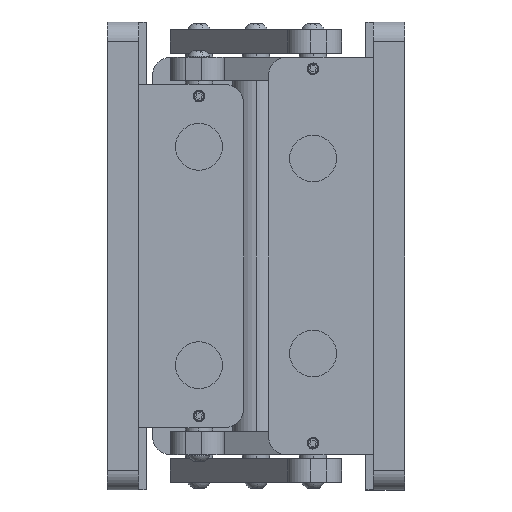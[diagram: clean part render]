
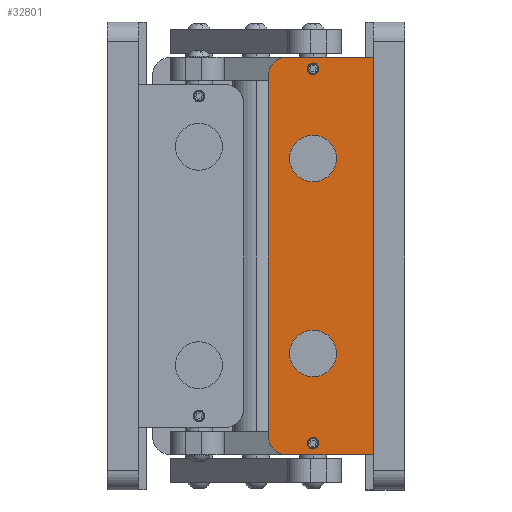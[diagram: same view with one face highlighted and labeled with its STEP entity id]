
A CAD part, left-side view. The second image highlights one B-rep face of the part: STEP entity #32801.
In plain terms, the highlighted planar face has unit normal (-1, 0, 0).
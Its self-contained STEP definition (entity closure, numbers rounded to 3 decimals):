
#74 = VECTOR ( 'NONE', #13390, 1000. ) ;
#978 = VERTEX_POINT ( 'NONE', #28552 ) ;
#997 = CIRCLE ( 'NONE', #53953, 1.25 ) ;
#1520 = AXIS2_PLACEMENT_3D ( 'NONE', #11874, #41972, #5762 ) ;
#1657 = FACE_BOUND ( 'NONE', #31590, .T. ) ;
#1717 = LINE ( 'NONE', #53505, #4034 ) ;
#2332 = DIRECTION ( 'NONE',  ( 1., 0., 0. ) ) ;
#2863 = CARTESIAN_POINT ( 'NONE',  ( 0., 25., 51. ) ) ;
#2992 = VERTEX_POINT ( 'NONE', #54481 ) ;
#3922 = DIRECTION ( 'NONE',  ( 0., 0., 1. ) ) ;
#4034 = VECTOR ( 'NONE', #7151, 1000. ) ;
#4304 = CARTESIAN_POINT ( 'NONE',  ( 0., 13.5, -46.75 ) ) ;
#4573 = DIRECTION ( 'NONE',  ( 0., 0., -1. ) ) ;
#5442 = CARTESIAN_POINT ( 'NONE',  ( 0., 13.5, -19. ) ) ;
#5540 = VECTOR ( 'NONE', #34624, 1000. ) ;
#5762 = DIRECTION ( 'NONE',  ( 0., 0., 1. ) ) ;
#5818 = DIRECTION ( 'NONE',  ( 0., 0., -1. ) ) ;
#6971 = EDGE_CURVE ( 'NONE', #60510, #58628, #18451, .T. ) ;
#7151 = DIRECTION ( 'NONE',  ( 0., 1., 0. ) ) ;
#7311 = EDGE_LOOP ( 'NONE', ( #40398, #21419 ) ) ;
#7431 = PLANE ( 'NONE',  #51827 ) ;
#7553 = ORIENTED_EDGE ( 'NONE', *, *, #60204, .T. ) ;
#7997 = DIRECTION ( 'NONE',  ( -1., 0., 0. ) ) ;
#8690 = CARTESIAN_POINT ( 'NONE',  ( 0., 25., 46. ) ) ;
#9568 = EDGE_CURVE ( 'NONE', #50934, #24635, #20358, .T. ) ;
#9646 = CARTESIAN_POINT ( 'NONE',  ( 0., 13.5, 49.25 ) ) ;
#11333 = EDGE_CURVE ( 'NONE', #63181, #35889, #22037, .T. ) ;
#11874 = CARTESIAN_POINT ( 'NONE',  ( 0., 13.5, 48. ) ) ;
#12177 = EDGE_CURVE ( 'NONE', #15700, #2992, #59965, .T. ) ;
#13017 = CARTESIAN_POINT ( 'NONE',  ( 0., 13.5, -25. ) ) ;
#13291 = VERTEX_POINT ( 'NONE', #4304 ) ;
#13390 = DIRECTION ( 'NONE',  ( 0., 0., 1. ) ) ;
#14057 = ORIENTED_EDGE ( 'NONE', *, *, #21524, .T. ) ;
#14829 = AXIS2_PLACEMENT_3D ( 'NONE', #32473, #22298, #17251 ) ;
#15700 = VERTEX_POINT ( 'NONE', #36354 ) ;
#16962 = DIRECTION ( 'NONE',  ( -1., 0., 0. ) ) ;
#17251 = DIRECTION ( 'NONE',  ( 0., 0., 1. ) ) ;
#17627 = CARTESIAN_POINT ( 'NONE',  ( 0., 20., -46. ) ) ;
#18451 = LINE ( 'NONE', #2863, #74 ) ;
#19112 = ORIENTED_EDGE ( 'NONE', *, *, #48287, .F. ) ;
#19375 = CIRCLE ( 'NONE', #64782, 6. ) ;
#19985 = VERTEX_POINT ( 'NONE', #37788 ) ;
#20358 = CIRCLE ( 'NONE', #31134, 6. ) ;
#20517 = ORIENTED_EDGE ( 'NONE', *, *, #52190, .F. ) ;
#20901 = DIRECTION ( 'NONE',  ( 0., 0., 1. ) ) ;
#21419 = ORIENTED_EDGE ( 'NONE', *, *, #62888, .T. ) ;
#21524 = EDGE_CURVE ( 'NONE', #24635, #50934, #19375, .T. ) ;
#22037 = CIRCLE ( 'NONE', #1520, 1.25 ) ;
#22285 = DIRECTION ( 'NONE',  ( 0., 0., -1. ) ) ;
#22298 = DIRECTION ( 'NONE',  ( 1., 0., 0. ) ) ;
#23233 = AXIS2_PLACEMENT_3D ( 'NONE', #24915, #55426, #65210 ) ;
#23342 = DIRECTION ( 'NONE',  ( 0., 0., -1. ) ) ;
#23369 = CARTESIAN_POINT ( 'NONE',  ( 0., 25., -46. ) ) ;
#24635 = VERTEX_POINT ( 'NONE', #5442 ) ;
#24915 = CARTESIAN_POINT ( 'NONE',  ( 0., 13.5, 25. ) ) ;
#25688 = VERTEX_POINT ( 'NONE', #60414 ) ;
#27118 = DIRECTION ( 'NONE',  ( -1., 0., 0. ) ) ;
#28036 = CARTESIAN_POINT ( 'NONE',  ( 0., -2., 51. ) ) ;
#28552 = CARTESIAN_POINT ( 'NONE',  ( 0., 20., 51. ) ) ;
#30786 = CIRCLE ( 'NONE', #37178, 5. ) ;
#31134 = AXIS2_PLACEMENT_3D ( 'NONE', #13017, #34653, #60372 ) ;
#31156 = EDGE_CURVE ( 'NONE', #41489, #19985, #1717, .T. ) ;
#31392 = ORIENTED_EDGE ( 'NONE', *, *, #61366, .T. ) ;
#31590 = EDGE_LOOP ( 'NONE', ( #38111, #60040 ) ) ;
#32473 = CARTESIAN_POINT ( 'NONE',  ( 0., 13.5, 25. ) ) ;
#32801 = ADVANCED_FACE ( 'NONE', ( #48008, #1657, #33113, #53775, #38526 ), #7431, .F. ) ;
#33074 = VECTOR ( 'NONE', #55937, 1000. ) ;
#33113 = FACE_BOUND ( 'NONE', #44422, .T. ) ;
#33121 = CIRCLE ( 'NONE', #65531, 1.25 ) ;
#33610 = LINE ( 'NONE', #44088, #5540 ) ;
#34624 = DIRECTION ( 'NONE',  ( 0., -1., 0. ) ) ;
#34653 = DIRECTION ( 'NONE',  ( 1., 0., 0. ) ) ;
#35285 = CARTESIAN_POINT ( 'NONE',  ( 0., -2., 51. ) ) ;
#35889 = VERTEX_POINT ( 'NONE', #9646 ) ;
#36354 = CARTESIAN_POINT ( 'NONE',  ( 0., 13.5, 31. ) ) ;
#37178 = AXIS2_PLACEMENT_3D ( 'NONE', #62334, #27118, #5818 ) ;
#37631 = ORIENTED_EDGE ( 'NONE', *, *, #6971, .F. ) ;
#37698 = CARTESIAN_POINT ( 'NONE',  ( 0., -2., -51. ) ) ;
#37788 = CARTESIAN_POINT ( 'NONE',  ( 0., 20., -51. ) ) ;
#38111 = ORIENTED_EDGE ( 'NONE', *, *, #44287, .F. ) ;
#38526 = FACE_BOUND ( 'NONE', #7311, .T. ) ;
#40398 = ORIENTED_EDGE ( 'NONE', *, *, #12177, .T. ) ;
#41489 = VERTEX_POINT ( 'NONE', #37698 ) ;
#41898 = EDGE_CURVE ( 'NONE', #25688, #41489, #61000, .T. ) ;
#41972 = DIRECTION ( 'NONE',  ( -1., 0., 0. ) ) ;
#42062 = AXIS2_PLACEMENT_3D ( 'NONE', #64814, #7997, #63826 ) ;
#42809 = EDGE_LOOP ( 'NONE', ( #37631, #31392, #66367, #45395, #20517, #7553 ) ) ;
#43791 = AXIS2_PLACEMENT_3D ( 'NONE', #17627, #16962, #23342 ) ;
#43881 = VERTEX_POINT ( 'NONE', #63574 ) ;
#44088 = CARTESIAN_POINT ( 'NONE',  ( 0., 25., 51. ) ) ;
#44287 = EDGE_CURVE ( 'NONE', #35889, #63181, #60485, .T. ) ;
#44422 = EDGE_LOOP ( 'NONE', ( #14057, #52888 ) ) ;
#44549 = CARTESIAN_POINT ( 'NONE',  ( 0., 13.5, -48. ) ) ;
#44855 = CIRCLE ( 'NONE', #43791, 5. ) ;
#45395 = ORIENTED_EDGE ( 'NONE', *, *, #41898, .F. ) ;
#47216 = CIRCLE ( 'NONE', #14829, 6. ) ;
#48008 = FACE_BOUND ( 'NONE', #50180, .T. ) ;
#48287 = EDGE_CURVE ( 'NONE', #43881, #13291, #33121, .T. ) ;
#50180 = EDGE_LOOP ( 'NONE', ( #66436, #19112 ) ) ;
#50934 = VERTEX_POINT ( 'NONE', #63301 ) ;
#51606 = DIRECTION ( 'NONE',  ( 1., 0., 0. ) ) ;
#51827 = AXIS2_PLACEMENT_3D ( 'NONE', #28036, #2332, #22285 ) ;
#52190 = EDGE_CURVE ( 'NONE', #978, #25688, #33610, .T. ) ;
#52355 = CARTESIAN_POINT ( 'NONE',  ( 0., 13.5, 46.75 ) ) ;
#52888 = ORIENTED_EDGE ( 'NONE', *, *, #9568, .T. ) ;
#53505 = CARTESIAN_POINT ( 'NONE',  ( 0., 25., -51. ) ) ;
#53644 = DIRECTION ( 'NONE',  ( -1., 0., 0. ) ) ;
#53775 = FACE_OUTER_BOUND ( 'NONE', #42809, .T. ) ;
#53953 = AXIS2_PLACEMENT_3D ( 'NONE', #44549, #55061, #3922 ) ;
#54481 = CARTESIAN_POINT ( 'NONE',  ( 0., 13.5, 19. ) ) ;
#55061 = DIRECTION ( 'NONE',  ( -1., 0., 0. ) ) ;
#55426 = DIRECTION ( 'NONE',  ( 1., 0., 0. ) ) ;
#55937 = DIRECTION ( 'NONE',  ( 0., 0., -1. ) ) ;
#58414 = CARTESIAN_POINT ( 'NONE',  ( 0., 13.5, -48. ) ) ;
#58628 = VERTEX_POINT ( 'NONE', #8690 ) ;
#59965 = CIRCLE ( 'NONE', #23233, 6. ) ;
#60040 = ORIENTED_EDGE ( 'NONE', *, *, #11333, .F. ) ;
#60204 = EDGE_CURVE ( 'NONE', #978, #58628, #30786, .T. ) ;
#60372 = DIRECTION ( 'NONE',  ( 0., 0., -1. ) ) ;
#60414 = CARTESIAN_POINT ( 'NONE',  ( 0., -2., 51. ) ) ;
#60485 = CIRCLE ( 'NONE', #42062, 1.25 ) ;
#60510 = VERTEX_POINT ( 'NONE', #23369 ) ;
#61000 = LINE ( 'NONE', #35285, #33074 ) ;
#61366 = EDGE_CURVE ( 'NONE', #60510, #19985, #44855, .T. ) ;
#62334 = CARTESIAN_POINT ( 'NONE',  ( 0., 20., 46. ) ) ;
#62888 = EDGE_CURVE ( 'NONE', #2992, #15700, #47216, .T. ) ;
#63181 = VERTEX_POINT ( 'NONE', #52355 ) ;
#63301 = CARTESIAN_POINT ( 'NONE',  ( 0., 13.5, -31. ) ) ;
#63574 = CARTESIAN_POINT ( 'NONE',  ( 0., 13.5, -49.25 ) ) ;
#63826 = DIRECTION ( 'NONE',  ( 0., 0., 1. ) ) ;
#64606 = EDGE_CURVE ( 'NONE', #13291, #43881, #997, .T. ) ;
#64782 = AXIS2_PLACEMENT_3D ( 'NONE', #66810, #51606, #4573 ) ;
#64814 = CARTESIAN_POINT ( 'NONE',  ( 0., 13.5, 48. ) ) ;
#65210 = DIRECTION ( 'NONE',  ( 0., 0., 1. ) ) ;
#65531 = AXIS2_PLACEMENT_3D ( 'NONE', #58414, #53644, #20901 ) ;
#66367 = ORIENTED_EDGE ( 'NONE', *, *, #31156, .F. ) ;
#66436 = ORIENTED_EDGE ( 'NONE', *, *, #64606, .F. ) ;
#66810 = CARTESIAN_POINT ( 'NONE',  ( 0., 13.5, -25. ) ) ;
